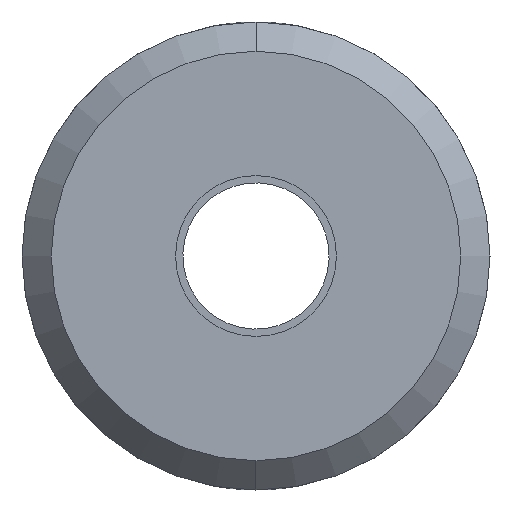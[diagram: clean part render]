
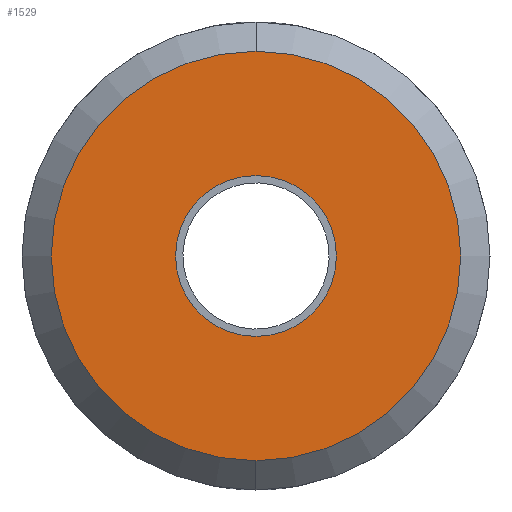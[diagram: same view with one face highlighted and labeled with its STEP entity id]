
A CAD part, left-side view. The second image highlights one B-rep face of the part: STEP entity #1529.
In plain terms, the highlighted planar face has unit normal (-1, 0, 0).
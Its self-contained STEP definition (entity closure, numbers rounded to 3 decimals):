
#164 = CARTESIAN_POINT ( 'NONE',  ( 0., 0., 0. ) ) ;
#181 = DIRECTION ( 'NONE',  ( -1., 0., 0. ) ) ;
#299 = CIRCLE ( 'NONE', #359, 2.75 ) ;
#359 = AXIS2_PLACEMENT_3D ( 'NONE', #1467, #181, #1697 ) ;
#368 = DIRECTION ( 'NONE',  ( 0., 0., 1. ) ) ;
#400 = CARTESIAN_POINT ( 'NONE',  ( 0., 0., 0. ) ) ;
#421 = FACE_BOUND ( 'NONE', #438, .T. ) ;
#433 = AXIS2_PLACEMENT_3D ( 'NONE', #2017, #2224, #879 ) ;
#438 = EDGE_LOOP ( 'NONE', ( #868, #808 ) ) ;
#515 = DIRECTION ( 'NONE',  ( -1., 0., 0. ) ) ;
#541 = ORIENTED_EDGE ( 'NONE', *, *, #591, .T. ) ;
#581 = ORIENTED_EDGE ( 'NONE', *, *, #2510, .T. ) ;
#591 = EDGE_CURVE ( 'NONE', #1953, #1462, #2236, .T. ) ;
#615 = DIRECTION ( 'NONE',  ( 0., 0., 1. ) ) ;
#808 = ORIENTED_EDGE ( 'NONE', *, *, #2591, .F. ) ;
#811 = CARTESIAN_POINT ( 'NONE',  ( 0., 0., 7. ) ) ;
#868 = ORIENTED_EDGE ( 'NONE', *, *, #1161, .F. ) ;
#875 = CARTESIAN_POINT ( 'NONE',  ( 0., 0., -7. ) ) ;
#879 = DIRECTION ( 'NONE',  ( 0., 0., -1. ) ) ;
#911 = FACE_OUTER_BOUND ( 'NONE', #2434, .T. ) ;
#956 = VERTEX_POINT ( 'NONE', #2750 ) ;
#959 = CIRCLE ( 'NONE', #2087, 2.75 ) ;
#1079 = CARTESIAN_POINT ( 'NONE',  ( 0., 0., 0. ) ) ;
#1095 = PLANE ( 'NONE',  #433 ) ;
#1154 = DIRECTION ( 'NONE',  ( 0., 0., 1. ) ) ;
#1161 = EDGE_CURVE ( 'NONE', #1859, #956, #959, .T. ) ;
#1447 = CARTESIAN_POINT ( 'NONE',  ( 0., 0., 2.75 ) ) ;
#1462 = VERTEX_POINT ( 'NONE', #875 ) ;
#1467 = CARTESIAN_POINT ( 'NONE',  ( 0., 0., 0. ) ) ;
#1529 = ADVANCED_FACE ( 'NONE', ( #421, #911 ), #1095, .F. ) ;
#1544 = AXIS2_PLACEMENT_3D ( 'NONE', #1079, #515, #1154 ) ;
#1674 = DIRECTION ( 'NONE',  ( -1., 0., 0. ) ) ;
#1697 = DIRECTION ( 'NONE',  ( 0., 0., 1. ) ) ;
#1859 = VERTEX_POINT ( 'NONE', #1447 ) ;
#1953 = VERTEX_POINT ( 'NONE', #811 ) ;
#1959 = DIRECTION ( 'NONE',  ( -1., 0., 0. ) ) ;
#2017 = CARTESIAN_POINT ( 'NONE',  ( 0., 2.75, 0. ) ) ;
#2087 = AXIS2_PLACEMENT_3D ( 'NONE', #400, #1959, #615 ) ;
#2125 = CIRCLE ( 'NONE', #2740, 7. ) ;
#2224 = DIRECTION ( 'NONE',  ( 1., 0., 0. ) ) ;
#2236 = CIRCLE ( 'NONE', #1544, 7. ) ;
#2434 = EDGE_LOOP ( 'NONE', ( #581, #541 ) ) ;
#2510 = EDGE_CURVE ( 'NONE', #1462, #1953, #2125, .T. ) ;
#2591 = EDGE_CURVE ( 'NONE', #956, #1859, #299, .T. ) ;
#2740 = AXIS2_PLACEMENT_3D ( 'NONE', #164, #1674, #368 ) ;
#2750 = CARTESIAN_POINT ( 'NONE',  ( 0., 0., -2.75 ) ) ;
